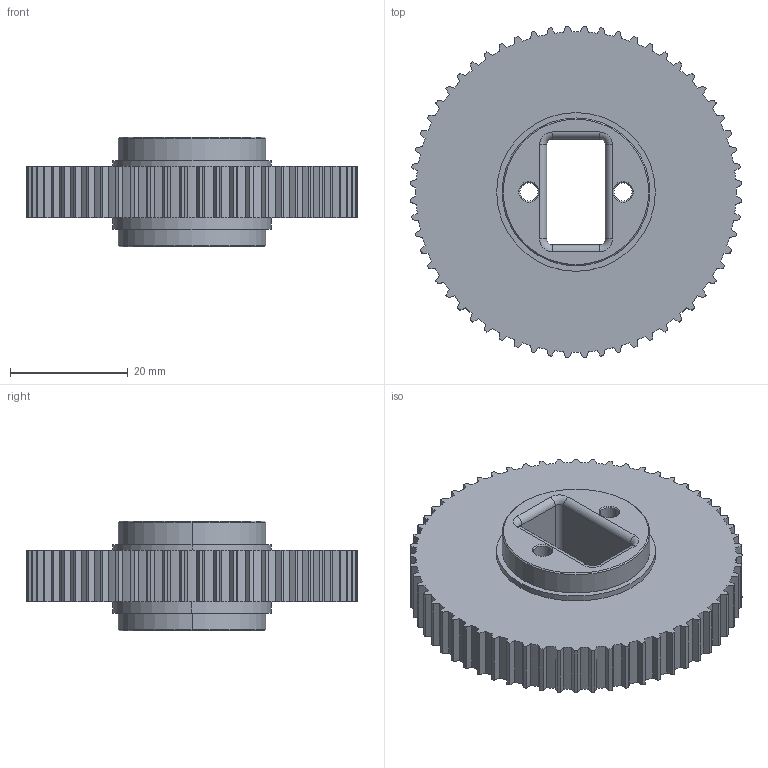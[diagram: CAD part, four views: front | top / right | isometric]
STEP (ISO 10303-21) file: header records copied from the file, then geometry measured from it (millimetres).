
FILE_DESCRIPTION (( 'STEP AP203' ), '1' );
FILE_NAME ('Output Pulley.STEP', '2021-11-17T11:48:38', ( '' ), ( '' ), 'SwSTEP 2.0', 'SolidWorks 2019', '' );
FILE_SCHEMA (( 'CONFIG_CONTROL_DESIGN' ));
Length unit declared in the file: millimetre
Products named in the file (1): Output Pulley
Bounding box: 56.43 x 56.43 x 18.7 mm (x, y, z)
Volume: 22307.8 mm3; surface area: 8696.9 mm2
Topology: 1 solids, 1 shells, 295 faces, 839 edges, 550 vertices
Faces by surface type: cylinder 145, plane 130, cone 12, torus 8
Entity records: 9748 total; most frequent: DIRECTION 1741, CARTESIAN_POINT 1685, ORIENTED_EDGE 1678, EDGE_CURVE 839, AXIS2_PLACEMENT_3D 606, VERTEX_POINT 550, LINE 529, VECTOR 529
